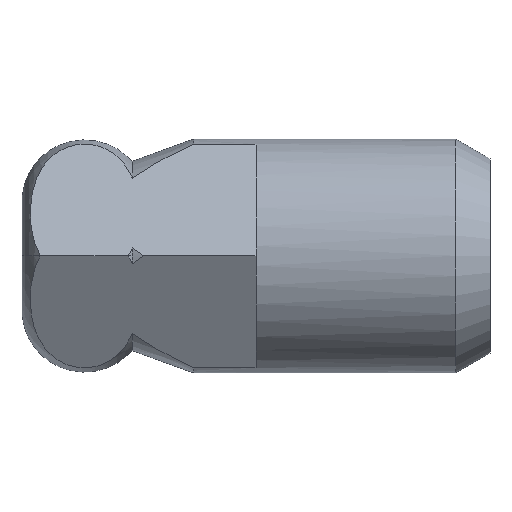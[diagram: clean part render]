
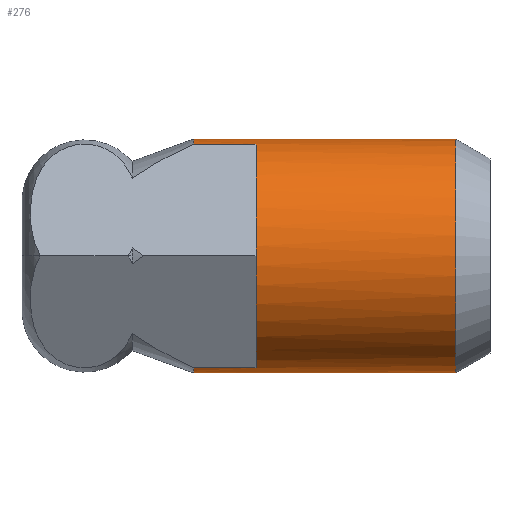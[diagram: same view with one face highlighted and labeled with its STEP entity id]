
A CAD part, top view. The second image highlights one B-rep face of the part: STEP entity #276.
In plain terms, the highlighted cylindrical face has radius 15 mm (diameter 30 mm), a partial arc.
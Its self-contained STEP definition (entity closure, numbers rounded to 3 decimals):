
#216=EDGE_CURVE('',#410,#240,#569,.T.);
#240=VERTEX_POINT('',#595);
#242=VERTEX_POINT('',#597);
#254=EDGE_CURVE('',#416,#242,#610,.T.);
#258=VERTEX_POINT('',#614);
#262=EDGE_CURVE('',#338,#436,#618,.T.);
#272=EDGE_CURVE('',#258,#410,#629,.T.);
#276=ADVANCED_FACE('',(#633),#634,.T.);
#286=EDGE_CURVE('',#242,#240,#646,.T.);
#296=VERTEX_POINT('',#656);
#332=EDGE_CURVE('',#296,#416,#694,.T.);
#338=VERTEX_POINT('',#700);
#410=VERTEX_POINT('',#781);
#416=VERTEX_POINT('',#788);
#436=VERTEX_POINT('',#811);
#492=EDGE_CURVE('',#296,#338,#875,.T.);
#520=EDGE_CURVE('',#436,#258,#906,.T.);
#569=CIRCLE('',#962,15.0);
#595=CARTESIAN_POINT('',(-8.0,-15.0,0.));
#597=CARTESIAN_POINT('',(25.6,-15.0,0.));
#610=CIRCLE('',#1187,15.0);
#614=CARTESIAN_POINT('',(0.0,-14.34,4.4));
#618=LINE('',#1198,#1199);
#629=LINE('',#1223,#1224);
#633=FACE_OUTER_BOUND('',#1228,.T.);
#634=CYLINDRICAL_SURFACE('',#1229,15.0);
#646=LINE('',#1331,#1332);
#656=CARTESIAN_POINT('',(-8.0,15.0,0.));
#694=LINE('',#1503,#1504);
#700=CARTESIAN_POINT('',(-8.0,14.34,4.4));
#781=CARTESIAN_POINT('',(-8.0,-14.34,4.4));
#788=CARTESIAN_POINT('',(25.6,15.0,0.0));
#811=CARTESIAN_POINT('',(0.0,14.34,4.4));
#875=CIRCLE('',#1931,15.0);
#906=CIRCLE('',#2151,15.0);
#962=AXIS2_PLACEMENT_3D('',#2193,#2194,#2195);
#1187=AXIS2_PLACEMENT_3D('',#2235,#2236,#2237);
#1198=CARTESIAN_POINT('',(-4.0,14.34,4.4));
#1199=VECTOR('',#2244,1.0);
#1223=CARTESIAN_POINT('',(-4.0,-14.34,4.4));
#1224=VECTOR('',#2254,1.0);
#1228=EDGE_LOOP('',(#2256,#2257,#2258,#2259,#2260,#2261,#2262,#2263));
#1229=AXIS2_PLACEMENT_3D('',#2264,#2265,#2266);
#1331=CARTESIAN_POINT('',(12.8,-15.0,0.));
#1332=VECTOR('',#2276,1.0);
#1503=CARTESIAN_POINT('',(12.8,15.0,0.));
#1504=VECTOR('',#2317,1.0);
#1931=AXIS2_PLACEMENT_3D('',#2548,#2549,#2550);
#2151=AXIS2_PLACEMENT_3D('',#2591,#2592,#2593);
#2193=CARTESIAN_POINT('',(-8.0,0.0,0.0));
#2194=DIRECTION('',(1.0,0.0,0.0));
#2195=DIRECTION('',(0.0,1.0,0.0));
#2235=CARTESIAN_POINT('',(25.6,0.0,0.0));
#2236=DIRECTION('',(1.0,0.0,0.0));
#2237=DIRECTION('',(0.0,1.0,0.0));
#2244=DIRECTION('',(1.0,0.0,0.0));
#2254=DIRECTION('',(-1.0,-0.0,-0.0));
#2256=ORIENTED_EDGE('',*,*,#332,.F.);
#2257=ORIENTED_EDGE('',*,*,#492,.T.);
#2258=ORIENTED_EDGE('',*,*,#262,.T.);
#2259=ORIENTED_EDGE('',*,*,#520,.T.);
#2260=ORIENTED_EDGE('',*,*,#272,.T.);
#2261=ORIENTED_EDGE('',*,*,#216,.T.);
#2262=ORIENTED_EDGE('',*,*,#286,.F.);
#2263=ORIENTED_EDGE('',*,*,#254,.F.);
#2264=CARTESIAN_POINT('',(12.8,0.0,0.0));
#2265=DIRECTION('',(-1.0,-0.0,-0.0));
#2266=DIRECTION('',(0.0,1.0,0.0));
#2276=DIRECTION('',(-1.0,-0.0,-0.0));
#2317=DIRECTION('',(1.0,0.0,0.0));
#2548=CARTESIAN_POINT('',(-8.0,0.0,0.0));
#2549=DIRECTION('',(1.0,0.0,0.0));
#2550=DIRECTION('',(0.0,1.0,0.0));
#2591=CARTESIAN_POINT('',(0.,0.0,0.0));
#2592=DIRECTION('',(1.0,0.0,0.0));
#2593=DIRECTION('',(0.0,1.0,0.0));
